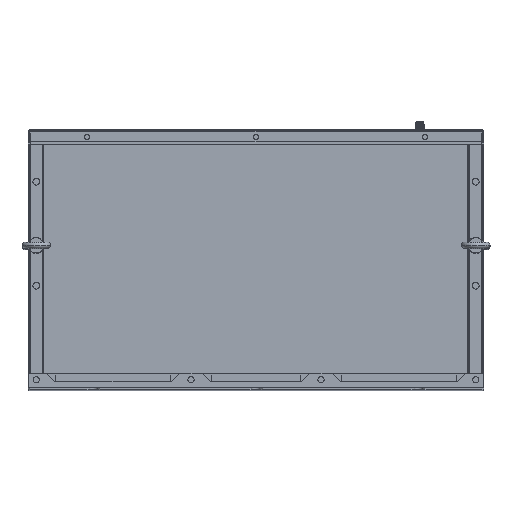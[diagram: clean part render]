
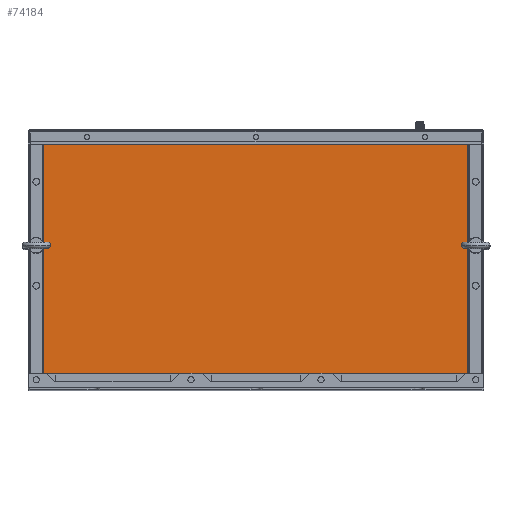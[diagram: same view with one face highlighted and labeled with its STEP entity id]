
A CAD part, top view. The second image highlights one B-rep face of the part: STEP entity #74184.
In plain terms, the highlighted planar face has unit normal (0, 0, 1).
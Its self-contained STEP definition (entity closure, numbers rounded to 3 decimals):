
#256 = ORIENTED_EDGE ( 'NONE', *, *, #60409, .T. ) ;
#1220 = LINE ( 'NONE', #99912, #91638 ) ;
#1714 = LINE ( 'NONE', #64929, #64175 ) ;
#2389 = EDGE_CURVE ( 'NONE', #33929, #82345, #42279, .T. ) ;
#2393 = LINE ( 'NONE', #64634, #70839 ) ;
#3573 = EDGE_CURVE ( 'NONE', #15234, #89869, #51826, .T. ) ;
#5868 = EDGE_CURVE ( 'NONE', #15234, #35970, #66202, .T. ) ;
#7348 = ORIENTED_EDGE ( 'NONE', *, *, #8481, .T. ) ;
#8481 = EDGE_CURVE ( 'NONE', #66843, #77132, #35124, .T. ) ;
#8617 = VECTOR ( 'NONE', #11215, 1000. ) ;
#8640 = VERTEX_POINT ( 'NONE', #78050 ) ;
#11215 = DIRECTION ( 'NONE',  ( 1., 0., 0. ) ) ;
#11840 = CIRCLE ( 'NONE', #68429, 12.472 ) ;
#11848 = VECTOR ( 'NONE', #18751, 1000. ) ;
#12469 = VECTOR ( 'NONE', #19944, 1000. ) ;
#15234 = VERTEX_POINT ( 'NONE', #53675 ) ;
#15964 = DIRECTION ( 'NONE',  ( 1., 0., 0. ) ) ;
#16157 = VERTEX_POINT ( 'NONE', #64968 ) ;
#16220 = CARTESIAN_POINT ( 'NONE',  ( -327., 377.5, 475.775 ) ) ;
#16402 = DIRECTION ( 'NONE',  ( 1., 0., 0. ) ) ;
#16834 = AXIS2_PLACEMENT_3D ( 'NONE', #89437, #49996, #74752 ) ;
#17040 = EDGE_CURVE ( 'NONE', #8640, #66843, #1714, .T. ) ;
#17052 = EDGE_CURVE ( 'NONE', #56929, #75590, #40458, .T. ) ;
#17994 = CARTESIAN_POINT ( 'NONE',  ( 326., 377.5, 475.775 ) ) ;
#18751 = DIRECTION ( 'NONE',  ( 1., 0., 0. ) ) ;
#19944 = DIRECTION ( 'NONE',  ( 1., 0., 0. ) ) ;
#20486 = CARTESIAN_POINT ( 'NONE',  ( -338., 222., 475.775 ) ) ;
#21497 = DIRECTION ( 'NONE',  ( 0., 0., 1. ) ) ;
#21935 = ORIENTED_EDGE ( 'NONE', *, *, #5868, .F. ) ;
#22498 = DIRECTION ( 'NONE',  ( 0., -1., 0. ) ) ;
#24056 = CARTESIAN_POINT ( 'NONE',  ( -327., 25., 475.775 ) ) ;
#24486 = DIRECTION ( 'NONE',  ( 0., 0., 1. ) ) ;
#26010 = CARTESIAN_POINT ( 'NONE',  ( -327., 377.5, 475.775 ) ) ;
#26367 = CARTESIAN_POINT ( 'NONE',  ( -327., 25., 475.775 ) ) ;
#27225 = FACE_OUTER_BOUND ( 'NONE', #52412, .T. ) ;
#28046 = ORIENTED_EDGE ( 'NONE', *, *, #3573, .T. ) ;
#29121 = VECTOR ( 'NONE', #70355, 1000. ) ;
#31487 = VERTEX_POINT ( 'NONE', #54609 ) ;
#32498 = CARTESIAN_POINT ( 'NONE',  ( 323., 25., 475.775 ) ) ;
#33383 = VECTOR ( 'NONE', #97356, 1000. ) ;
#33503 = LINE ( 'NONE', #56784, #8617 ) ;
#33869 = ORIENTED_EDGE ( 'NONE', *, *, #2389, .F. ) ;
#33929 = VERTEX_POINT ( 'NONE', #97922 ) ;
#35124 = LINE ( 'NONE', #48819, #12469 ) ;
#35337 = EDGE_CURVE ( 'NONE', #16157, #31487, #33503, .T. ) ;
#35970 = VERTEX_POINT ( 'NONE', #96328 ) ;
#36645 = EDGE_CURVE ( 'NONE', #56828, #35970, #62775, .T. ) ;
#38591 = DIRECTION ( 'NONE',  ( 1., 0., 0. ) ) ;
#39358 = VECTOR ( 'NONE', #15964, 1000. ) ;
#40458 = LINE ( 'NONE', #98841, #48006 ) ;
#42279 = LINE ( 'NONE', #17994, #42853 ) ;
#42853 = VECTOR ( 'NONE', #22498, 1000. ) ;
#43143 = ORIENTED_EDGE ( 'NONE', *, *, #62404, .F. ) ;
#44236 = CARTESIAN_POINT ( 'NONE',  ( -327., 377.5, 475.775 ) ) ;
#44681 = ORIENTED_EDGE ( 'NONE', *, *, #17040, .T. ) ;
#44695 = CARTESIAN_POINT ( 'NONE',  ( -83., 25., 475.775 ) ) ;
#45760 = ORIENTED_EDGE ( 'NONE', *, *, #36645, .T. ) ;
#45941 = CARTESIAN_POINT ( 'NONE',  ( 326., 25., 475.775 ) ) ;
#46454 = EDGE_CURVE ( 'NONE', #71098, #77132, #1220, .T. ) ;
#48006 = VECTOR ( 'NONE', #38591, 1000. ) ;
#48819 = CARTESIAN_POINT ( 'NONE',  ( -327., 25., 475.775 ) ) ;
#49922 = ORIENTED_EDGE ( 'NONE', *, *, #46454, .F. ) ;
#49996 = DIRECTION ( 'NONE',  ( 0., 0., 1. ) ) ;
#50410 = DIRECTION ( 'NONE',  ( 1., 0., 0. ) ) ;
#51366 = DIRECTION ( 'NONE',  ( 1., 0., 0. ) ) ;
#51826 = LINE ( 'NONE', #44236, #33383 ) ;
#52412 = EDGE_LOOP ( 'NONE', ( #72139, #33869, #43143, #45760, #21935, #28046, #92848, #83006, #68973, #75964, #256, #44681, #7348, #49922 ) ) ;
#53455 = LINE ( 'NONE', #24056, #39358 ) ;
#53675 = CARTESIAN_POINT ( 'NONE',  ( -327., 216.121, 475.775 ) ) ;
#53899 = DIRECTION ( 'NONE',  ( 0., -1., 0. ) ) ;
#54609 = CARTESIAN_POINT ( 'NONE',  ( -117., 25., 475.775 ) ) ;
#54995 = EDGE_CURVE ( 'NONE', #31487, #56929, #53455, .T. ) ;
#55715 = VECTOR ( 'NONE', #50410, 1000. ) ;
#56059 = DIRECTION ( 'NONE',  ( 1., 0., 0. ) ) ;
#56784 = CARTESIAN_POINT ( 'NONE',  ( -327., 25., 475.775 ) ) ;
#56828 = VERTEX_POINT ( 'NONE', #26010 ) ;
#56929 = VERTEX_POINT ( 'NONE', #44695 ) ;
#57999 = LINE ( 'NONE', #74164, #55715 ) ;
#58740 = LINE ( 'NONE', #26367, #11848 ) ;
#60090 = CARTESIAN_POINT ( 'NONE',  ( 326., 225.4, 475.775 ) ) ;
#60409 = EDGE_CURVE ( 'NONE', #75590, #8640, #58740, .T. ) ;
#62142 = CARTESIAN_POINT ( 'NONE',  ( -327., 25., 475.775 ) ) ;
#62208 = CARTESIAN_POINT ( 'NONE',  ( 83., 25., 475.775 ) ) ;
#62404 = EDGE_CURVE ( 'NONE', #56828, #33929, #57999, .T. ) ;
#62775 = LINE ( 'NONE', #16220, #29121 ) ;
#64175 = VECTOR ( 'NONE', #16402, 1000. ) ;
#64634 = CARTESIAN_POINT ( 'NONE',  ( -327., 25., 475.775 ) ) ;
#64929 = CARTESIAN_POINT ( 'NONE',  ( -327., 25., 475.775 ) ) ;
#64968 = CARTESIAN_POINT ( 'NONE',  ( -323., 25., 475.775 ) ) ;
#66027 = CARTESIAN_POINT ( 'NONE',  ( 326., 218.6, 475.775 ) ) ;
#66202 = CIRCLE ( 'NONE', #79101, 12.472 ) ;
#66685 = PLANE ( 'NONE',  #16834 ) ;
#66843 = VERTEX_POINT ( 'NONE', #32498 ) ;
#68429 = AXIS2_PLACEMENT_3D ( 'NONE', #91817, #24486, #69039 ) ;
#68973 = ORIENTED_EDGE ( 'NONE', *, *, #54995, .T. ) ;
#69039 = DIRECTION ( 'NONE',  ( 1., 0., 0. ) ) ;
#70355 = DIRECTION ( 'NONE',  ( 0., -1., 0. ) ) ;
#70534 = EDGE_CURVE ( 'NONE', #89869, #16157, #2393, .T. ) ;
#70839 = VECTOR ( 'NONE', #56059, 1000. ) ;
#71098 = VERTEX_POINT ( 'NONE', #66027 ) ;
#72139 = ORIENTED_EDGE ( 'NONE', *, *, #92621, .F. ) ;
#74164 = CARTESIAN_POINT ( 'NONE',  ( -327., 377.5, 475.775 ) ) ;
#74184 = ADVANCED_FACE ( 'NONE', ( #27225 ), #66685, .T. ) ;
#74752 = DIRECTION ( 'NONE',  ( 1., 0., 0. ) ) ;
#75590 = VERTEX_POINT ( 'NONE', #62208 ) ;
#75964 = ORIENTED_EDGE ( 'NONE', *, *, #17052, .T. ) ;
#77132 = VERTEX_POINT ( 'NONE', #45941 ) ;
#78050 = CARTESIAN_POINT ( 'NONE',  ( 117., 25., 475.775 ) ) ;
#79101 = AXIS2_PLACEMENT_3D ( 'NONE', #20486, #21497, #51366 ) ;
#82345 = VERTEX_POINT ( 'NONE', #60090 ) ;
#83006 = ORIENTED_EDGE ( 'NONE', *, *, #35337, .T. ) ;
#89437 = CARTESIAN_POINT ( 'NONE',  ( 0., 0., 475.775 ) ) ;
#89869 = VERTEX_POINT ( 'NONE', #62142 ) ;
#91638 = VECTOR ( 'NONE', #53899, 1000. ) ;
#91817 = CARTESIAN_POINT ( 'NONE',  ( 338., 222., 475.775 ) ) ;
#92621 = EDGE_CURVE ( 'NONE', #82345, #71098, #11840, .T. ) ;
#92848 = ORIENTED_EDGE ( 'NONE', *, *, #70534, .T. ) ;
#96328 = CARTESIAN_POINT ( 'NONE',  ( -327., 227.879, 475.775 ) ) ;
#97356 = DIRECTION ( 'NONE',  ( 0., -1., 0. ) ) ;
#97922 = CARTESIAN_POINT ( 'NONE',  ( 326., 377.5, 475.775 ) ) ;
#98841 = CARTESIAN_POINT ( 'NONE',  ( -327., 25., 475.775 ) ) ;
#99912 = CARTESIAN_POINT ( 'NONE',  ( 326., 377.5, 475.775 ) ) ;
